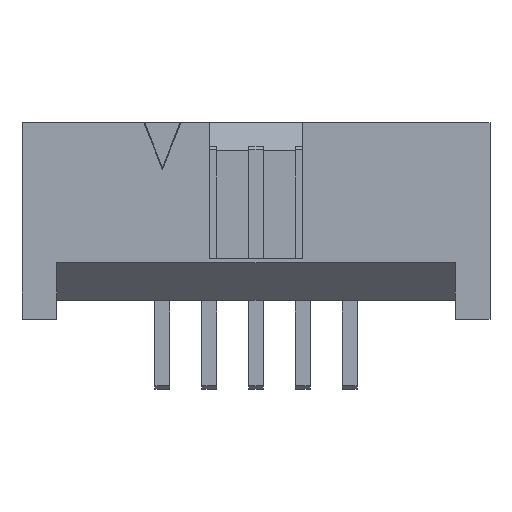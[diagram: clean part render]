
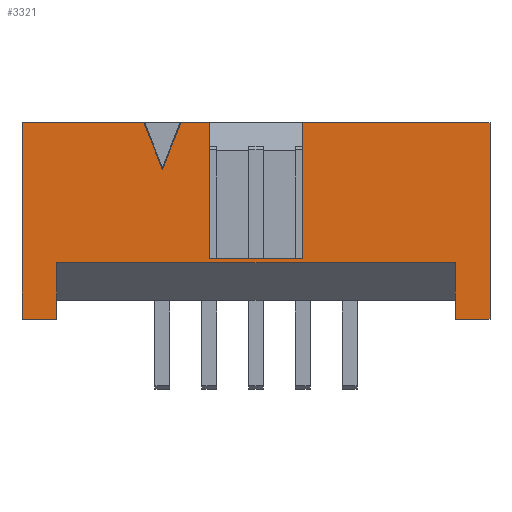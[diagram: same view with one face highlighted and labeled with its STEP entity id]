
A CAD part, top view. The second image highlights one B-rep face of the part: STEP entity #3321.
In plain terms, the highlighted planar face has unit normal (0, 0, 1).
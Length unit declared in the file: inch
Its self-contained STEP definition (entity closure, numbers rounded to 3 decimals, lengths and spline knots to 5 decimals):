
#809=ORIENTED_EDGE('',*,*,#1380,.F.);
#810=ORIENTED_EDGE('',*,*,#1357,.T.);
#811=ORIENTED_EDGE('',*,*,#1346,.T.);
#812=ORIENTED_EDGE('',*,*,#1381,.T.);
#813=ORIENTED_EDGE('',*,*,#1382,.F.);
#814=ORIENTED_EDGE('',*,*,#1383,.F.);
#815=ORIENTED_EDGE('',*,*,#1384,.T.);
#816=ORIENTED_EDGE('',*,*,#1385,.T.);
#817=ORIENTED_EDGE('',*,*,#1386,.T.);
#818=ORIENTED_EDGE('',*,*,#1369,.T.);
#819=ORIENTED_EDGE('',*,*,#1387,.F.);
#820=ORIENTED_EDGE('',*,*,#1388,.F.);
#821=ORIENTED_EDGE('',*,*,#1389,.F.);
#822=ORIENTED_EDGE('',*,*,#1361,.T.);
#823=ORIENTED_EDGE('',*,*,#1390,.F.);
#1346=EDGE_CURVE('',#1691,#1694,#2128,.T.);
#1357=EDGE_CURVE('',#1705,#1691,#2139,.T.);
#1361=EDGE_CURVE('',#1709,#1708,#2143,.T.);
#1369=EDGE_CURVE('',#1717,#1716,#2151,.T.);
#1380=EDGE_CURVE('',#1705,#1725,#2162,.T.);
#1381=EDGE_CURVE('',#1694,#1726,#2163,.T.);
#1382=EDGE_CURVE('',#1727,#1726,#2164,.T.);
#1383=EDGE_CURVE('',#1728,#1727,#2165,.T.);
#1384=EDGE_CURVE('',#1728,#1729,#2166,.T.);
#1385=EDGE_CURVE('',#1729,#1730,#2167,.T.);
#1386=EDGE_CURVE('',#1730,#1717,#2168,.T.);
#1387=EDGE_CURVE('',#1731,#1716,#2169,.T.);
#1388=EDGE_CURVE('',#1732,#1731,#2170,.T.);
#1389=EDGE_CURVE('',#1709,#1732,#2171,.T.);
#1390=EDGE_CURVE('',#1725,#1708,#2172,.T.);
#1691=VERTEX_POINT('',#5107);
#1694=VERTEX_POINT('',#5112);
#1705=VERTEX_POINT('',#5138);
#1708=VERTEX_POINT('',#5144);
#1709=VERTEX_POINT('',#5146);
#1716=VERTEX_POINT('',#5160);
#1717=VERTEX_POINT('',#5162);
#1725=VERTEX_POINT('',#5182);
#1726=VERTEX_POINT('',#5184);
#1727=VERTEX_POINT('',#5186);
#1728=VERTEX_POINT('',#5188);
#1729=VERTEX_POINT('',#5190);
#1730=VERTEX_POINT('',#5192);
#1731=VERTEX_POINT('',#5195);
#1732=VERTEX_POINT('',#5197);
#2128=LINE('',#5113,#2598);
#2139=LINE('',#5137,#2609);
#2143=LINE('',#5145,#2613);
#2151=LINE('',#5161,#2621);
#2162=LINE('',#5181,#2632);
#2163=LINE('',#5183,#2633);
#2164=LINE('',#5185,#2634);
#2165=LINE('',#5187,#2635);
#2166=LINE('',#5189,#2636);
#2167=LINE('',#5191,#2637);
#2168=LINE('',#5193,#2638);
#2169=LINE('',#5194,#2639);
#2170=LINE('',#5196,#2640);
#2171=LINE('',#5198,#2641);
#2172=LINE('',#5199,#2642);
#2598=VECTOR('',#4189,39.37008);
#2609=VECTOR('',#4206,39.37008);
#2613=VECTOR('',#4210,39.37008);
#2621=VECTOR('',#4218,39.37008);
#2632=VECTOR('',#4231,39.37008);
#2633=VECTOR('',#4232,39.37008);
#2634=VECTOR('',#4233,39.37008);
#2635=VECTOR('',#4234,39.37008);
#2636=VECTOR('',#4235,39.37008);
#2637=VECTOR('',#4236,39.37008);
#2638=VECTOR('',#4237,39.37008);
#2639=VECTOR('',#4238,39.37008);
#2640=VECTOR('',#4239,39.37008);
#2641=VECTOR('',#4240,39.37008);
#2642=VECTOR('',#4241,39.37008);
#2829=EDGE_LOOP('',(#809,#810,#811,#812,#813,#814,#815,#816,#817,#818,#819,
#820,#821,#822,#823));
#2993=FACE_BOUND('',#2829,.T.);
#3157=PLANE('',#3525);
#3321=ADVANCED_FACE('',(#2993),#3157,.T.);
#3525=AXIS2_PLACEMENT_3D('',#5180,#4229,#4230);
#4189=DIRECTION('',(0.,-1.,0.));
#4206=DIRECTION('',(-1.,0.,0.));
#4210=DIRECTION('',(-1.,0.,0.));
#4218=DIRECTION('',(-1.,0.,0.));
#4229=DIRECTION('',(0.,0.,1.));
#4230=DIRECTION('',(1.,0.,0.));
#4231=DIRECTION('',(0.371,-0.928,0.));
#4232=DIRECTION('',(1.,0.,0.));
#4233=DIRECTION('',(0.,-1.,0.));
#4234=DIRECTION('',(-1.,0.,0.));
#4235=DIRECTION('',(0.,-1.,0.));
#4236=DIRECTION('',(1.,0.,0.));
#4237=DIRECTION('',(0.,1.,0.));
#4238=DIRECTION('',(0.,1.,0.));
#4239=DIRECTION('',(1.,0.,0.));
#4240=DIRECTION('',(0.,-1.,0.));
#4241=DIRECTION('',(0.371,0.928,0.));
#5107=CARTESIAN_POINT('',(-0.25,0.21,0.1));
#5112=CARTESIAN_POINT('',(-0.25,0.,0.1));
#5113=CARTESIAN_POINT('',(-0.25,0.21,0.1));
#5137=CARTESIAN_POINT('',(0.25,0.21,0.1));
#5138=CARTESIAN_POINT('',(-0.12,0.21,0.1));
#5144=CARTESIAN_POINT('',(-0.08,0.21,0.1));
#5145=CARTESIAN_POINT('',(0.25,0.21,0.1));
#5146=CARTESIAN_POINT('',(-0.05,0.21,0.1));
#5160=CARTESIAN_POINT('',(0.05,0.21,0.1));
#5161=CARTESIAN_POINT('',(0.25,0.21,0.1));
#5162=CARTESIAN_POINT('',(0.25,0.21,0.1));
#5180=CARTESIAN_POINT('',(0.,0.,0.1));
#5181=CARTESIAN_POINT('',(-0.12,0.21,0.1));
#5182=CARTESIAN_POINT('',(-0.1,0.16,0.1));
#5183=CARTESIAN_POINT('',(-0.25,0.,0.1));
#5184=CARTESIAN_POINT('',(-0.213,0.,0.1));
#5185=CARTESIAN_POINT('',(-0.213,0.06,0.1));
#5186=CARTESIAN_POINT('',(-0.213,0.06,0.1));
#5187=CARTESIAN_POINT('',(0.213,0.06,0.1));
#5188=CARTESIAN_POINT('',(0.213,0.06,0.1));
#5189=CARTESIAN_POINT('',(0.213,0.06,0.1));
#5190=CARTESIAN_POINT('',(0.213,0.,0.1));
#5191=CARTESIAN_POINT('',(-0.25,0.,0.1));
#5192=CARTESIAN_POINT('',(0.25,0.,0.1));
#5193=CARTESIAN_POINT('',(0.25,0.,0.1));
#5194=CARTESIAN_POINT('',(0.05,0.065,0.1));
#5195=CARTESIAN_POINT('',(0.05,0.065,0.1));
#5196=CARTESIAN_POINT('',(-0.05,0.065,0.1));
#5197=CARTESIAN_POINT('',(-0.05,0.065,0.1));
#5198=CARTESIAN_POINT('',(-0.05,0.21,0.1));
#5199=CARTESIAN_POINT('',(-0.1,0.16,0.1));
